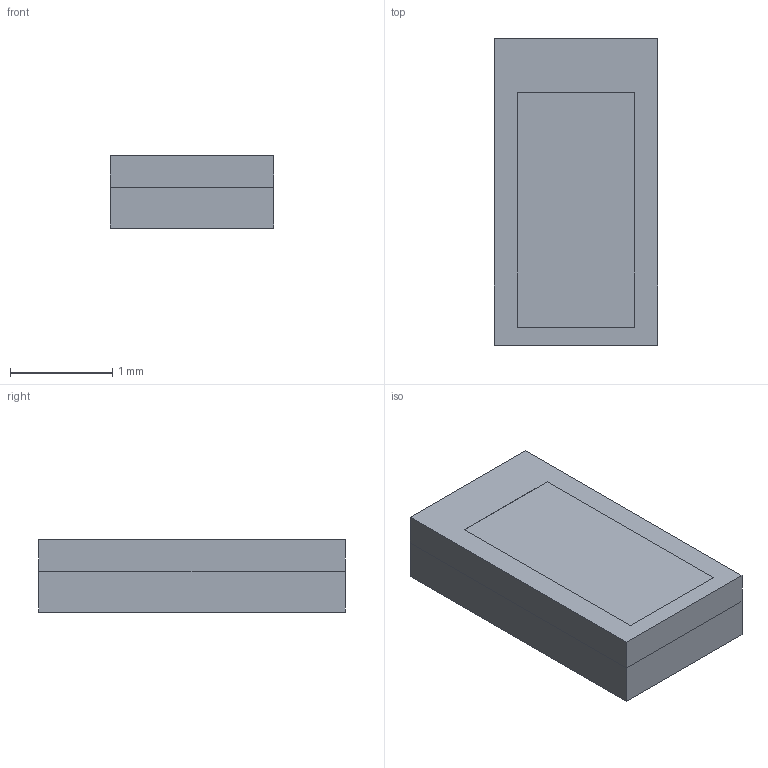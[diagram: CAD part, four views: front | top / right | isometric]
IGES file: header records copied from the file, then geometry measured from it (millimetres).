
Start section: SolidWorks IGES file using analytic representation for surfaces
Global section: file name: NC2W170A.IGS,; native system: SolidWorks 2014; preprocessor: SolidWorks 2014; author: j41836; date: 171004.101041; units: millimetre
Bounding box: 1.6 x 3 x 0.71 mm (x, y, z)
Surface area: 36.8 mm2 (no closed solid volume)
Topology: 0 solids, 0 shells, 41 faces, 204 edges, 204 vertices
Faces by surface type: bspline 37, revolution 4
